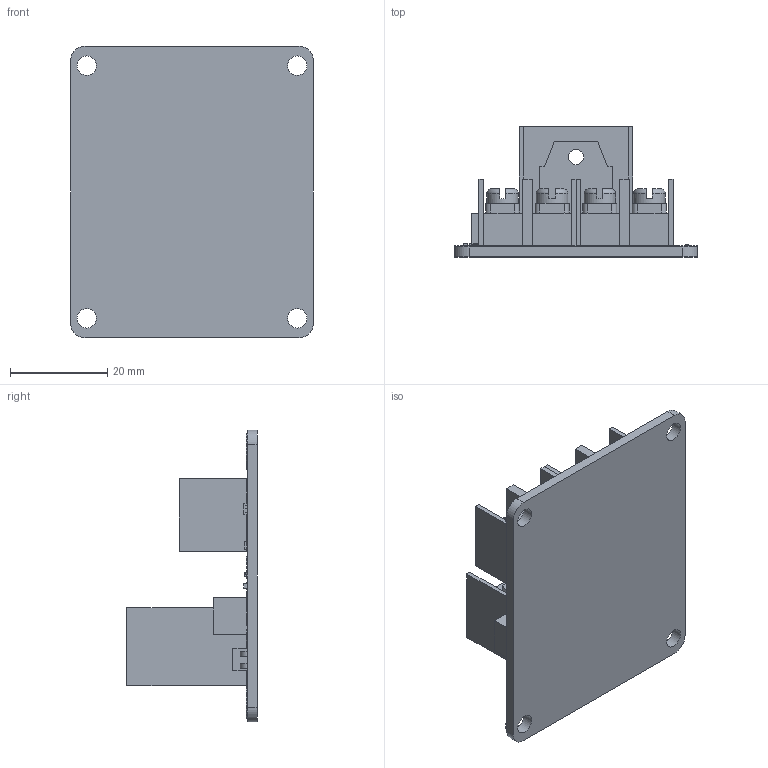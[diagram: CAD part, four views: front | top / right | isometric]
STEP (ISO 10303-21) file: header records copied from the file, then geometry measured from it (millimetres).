
FILE_DESCRIPTION(/* description */ (''),/* implementation_level */ '2;1');
FILE_NAME(/* name */ 'Mosfet HA210N06 210A - Módulo de expansão de energia.stp',/* time_stamp */ '2019-08-12T14:32:34-03:00',/* author */ ('Projetos'),/* organization */ (''),/* preprocessor_version */ 'ST-DEVELOPER v16.1',/* originating_system */ 'Autodesk Inventor 2016',/* authorisation */ '');
FILE_SCHEMA (('AUTOMOTIVE_DESIGN { 1 0 10303 214 3 1 1 }'));
Length unit declared in the file: millimetre
Products named in the file (1): Mosfet HA210N06 210A - Módulo de expansão de e
nergia
Bounding box: 50 x 26.8 x 60 mm (x, y, z)
Volume: 14483.4 mm3; surface area: 16786.2 mm2
Topology: 67 solids, 67 shells, 1644 faces, 4311 edges, 2836 vertices
Faces by surface type: plane 1041, bspline 503, cylinder 92, torus 8
Full cylindrical faces by diameter (mm): 3.2 x1, 3.242 x1, 4 x4, 6.483 x2, 6.5 x4, 6.532 x2
Entity records: 54182 total; most frequent: CARTESIAN_POINT 15379, ORIENTED_EDGE 8584, DIRECTION 5735, EDGE_CURVE 4289, LINE 3043, VECTOR 3043, VERTEX_POINT 2824, EDGE_LOOP 1744
